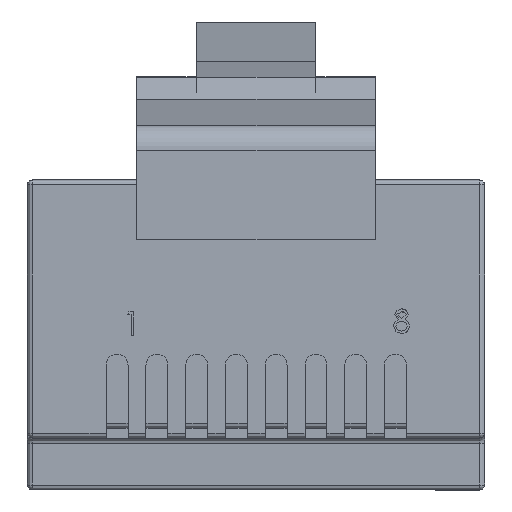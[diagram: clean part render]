
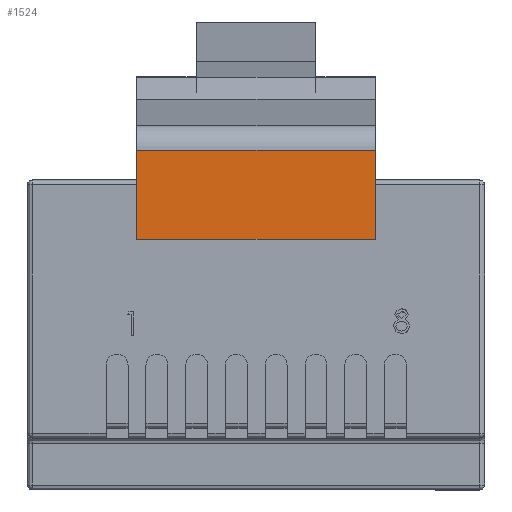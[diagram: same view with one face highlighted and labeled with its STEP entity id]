
A CAD part, left-side view. The second image highlights one B-rep face of the part: STEP entity #1524.
In plain terms, the highlighted face is planar.
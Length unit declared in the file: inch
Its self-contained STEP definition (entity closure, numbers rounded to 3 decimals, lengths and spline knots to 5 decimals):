
#1014 = VERTEX_POINT ( 'NONE', #3824 ) ;
#1038 = VERTEX_POINT ( 'NONE', #3846 ) ;
#1040 = EDGE_CURVE ( 'NONE', #1041, #1038, #3845, .T. ) ;
#1041 = VERTEX_POINT ( 'NONE', #3841 ) ;
#1079 = EDGE_CURVE ( 'NONE', #1014, #1080, #3912, .T. ) ;
#1080 = VERTEX_POINT ( 'NONE', #3908 ) ;
#1503 = ORIENTED_EDGE ( 'NONE', *, *, #1504, .T. ) ;
#1504 = EDGE_CURVE ( 'NONE', #1014, #1041, #4634, .T. ) ;
#1505 = ORIENTED_EDGE ( 'NONE', *, *, #1040, .T. ) ;
#1506 = ORIENTED_EDGE ( 'NONE', *, *, #1507, .F. ) ;
#1507 = EDGE_CURVE ( 'NONE', #1080, #1038, #4630, .T. ) ;
#1524 = ADVANCED_FACE ( 'NONE', ( #4613 ), #4608, .F. ) ;
#1525 = EDGE_LOOP ( 'NONE', ( #1526, #1503, #1505, #1506 ) ) ;
#1526 = ORIENTED_EDGE ( 'NONE', *, *, #1079, .F. ) ;
#3824 = CARTESIAN_POINT ( 'NONE',  ( 0.12, 0.16, 0.96 ) ) ;
#3841 = CARTESIAN_POINT ( 'NONE',  ( -0.12, 0.16, 0.96 ) ) ;
#3842 = DIRECTION ( 'NONE',  ( 0., -1., 0. ) ) ;
#3843 = VECTOR ( 'NONE', #3842, 39.37008 ) ;
#3844 = CARTESIAN_POINT ( 'NONE',  ( -0.12, 0.185, 0.96 ) ) ;
#3845 = LINE ( 'NONE', #3844, #3843 ) ;
#3846 = CARTESIAN_POINT ( 'NONE',  ( -0.12, 0.07, 0.96 ) ) ;
#3908 = CARTESIAN_POINT ( 'NONE',  ( 0.12, 0.07, 0.96 ) ) ;
#3909 = DIRECTION ( 'NONE',  ( 0., -1., 0. ) ) ;
#3910 = VECTOR ( 'NONE', #3909, 39.37008 ) ;
#3911 = CARTESIAN_POINT ( 'NONE',  ( 0.12, 0.185, 0.96 ) ) ;
#3912 = LINE ( 'NONE', #3911, #3910 ) ;
#4604 = DIRECTION ( 'NONE',  ( -1., 0., 0. ) ) ;
#4605 = DIRECTION ( 'NONE',  ( 0., 0., -1. ) ) ;
#4606 = CARTESIAN_POINT ( 'NONE',  ( 0.12, 0.185, 0.96 ) ) ;
#4607 = AXIS2_PLACEMENT_3D ( 'NONE', #4606, #4605, #4604 ) ;
#4608 = PLANE ( 'NONE',  #4607 ) ;
#4613 = FACE_OUTER_BOUND ( 'NONE', #1525, .T. ) ;
#4627 = DIRECTION ( 'NONE',  ( -1., 0., 0. ) ) ;
#4628 = VECTOR ( 'NONE', #4627, 39.37008 ) ;
#4629 = CARTESIAN_POINT ( 'NONE',  ( 0.12, 0.07, 0.96 ) ) ;
#4630 = LINE ( 'NONE', #4629, #4628 ) ;
#4631 = DIRECTION ( 'NONE',  ( -1., 0., 0. ) ) ;
#4632 = VECTOR ( 'NONE', #4631, 39.37008 ) ;
#4633 = CARTESIAN_POINT ( 'NONE',  ( -0.12, 0.16, 0.96 ) ) ;
#4634 = LINE ( 'NONE', #4633, #4632 ) ;
